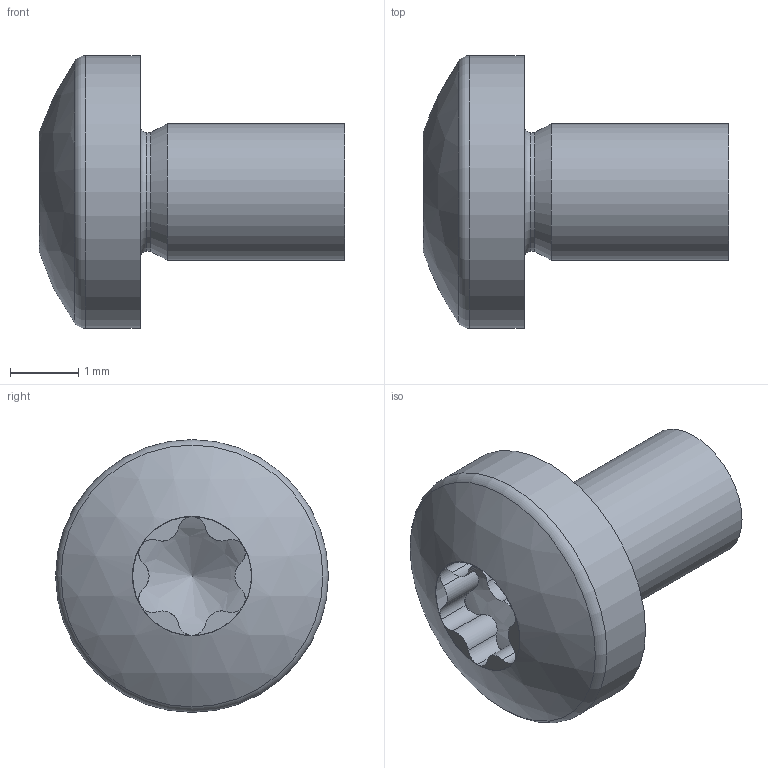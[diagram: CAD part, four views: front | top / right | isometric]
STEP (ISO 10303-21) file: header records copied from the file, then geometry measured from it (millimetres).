
FILE_DESCRIPTION(/* description */ ('Hexalobular socket pan head screws'),/* implementation_level */ '2;1');
FILE_NAME(/* name */ 'Screw GB_T 2672-2004 M2 x 3_ipt_c46e9897.STEP',/* time_stamp */ '2022-06-02T14:50:38+03:00',/* author */ ('Sulieman DAHER'),/* organization */ (''),/* preprocessor_version */ 'ST-DEVELOPER v16.13',/* originating_system */ 'Autodesk Inventor 2018',/* authorisation */ '');
FILE_SCHEMA (('AUTOMOTIVE_DESIGN { 1 0 10303 214 3 1 1 }'));
Length unit declared in the file: millimetre
Products named in the file (1): Screw GB/T 2672 M2 x 3
Bounding box: 4.48 x 4 x 4 mm (x, y, z)
Volume: 23.6 mm3; surface area: 66.3 mm2
Topology: 1 solids, 1 shells, 42 faces, 87 edges, 48 vertices
Faces by surface type: cylinder 28, plane 8, cone 3, torus 2, sphere 1
Full cylindrical faces by diameter (mm): 1.74 x1, 1.75 x1, 2 x1, 4 x1
Entity records: 1205 total; most frequent: CARTESIAN_POINT 327, DIRECTION 184, ORIENTED_EDGE 164, AXIS2_PLACEMENT_3D 83, EDGE_CURVE 76, EDGE_LOOP 52, VERTEX_POINT 46, FACE_OUTER_BOUND 42
